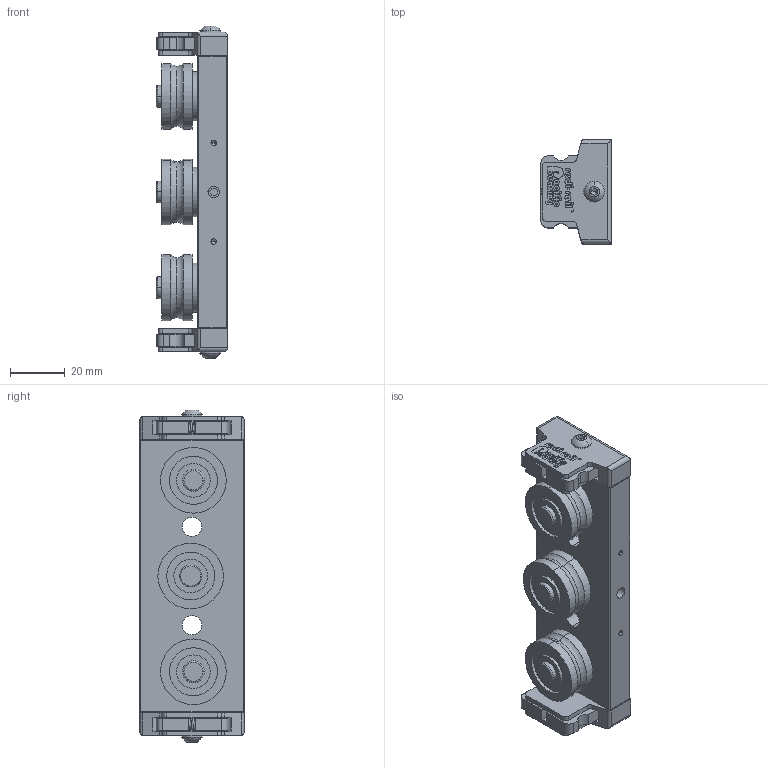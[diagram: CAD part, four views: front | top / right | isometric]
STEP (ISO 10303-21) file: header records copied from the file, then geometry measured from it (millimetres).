
FILE_DESCRIPTION (( 'STEP AP214' ), '1' );
FILE_NAME ('CRT_CC7CE0FAD4.step', '2023-01-05T17:47:40', ( '' ), ( '' ), 'SwSTEP 2.0', 'SolidWorks 2019', '' );
FILE_SCHEMA (( 'AUTOMOTIVE_DESIGN' ));
Length unit declared in the file: inch
Products named in the file (3): x1IEyB5RQk_CADModel_0; CRT_CC7CE0FAD4
Assembly tree (1 placements, depth 2):
  x1IEyB5RQk_CADModel_0
  CRT_CC7CE0FAD4
    x1IEyB5RQk_CADModel_0
Bounding box: 26.01 x 38.1 x 121.42 mm (x, y, z)
Volume: 66146.1 mm3; surface area: 36839 mm2
Topology: 22 solids, 22 shells, 1165 faces, 2924 edges, 1894 vertices
Faces by surface type: plane 558, bspline 299, cylinder 208, cone 64, torus 32, sphere 4
Entity records: 66941 total; most frequent: CARTESIAN_POINT 25191, ORIENTED_EDGE 5824, DIRECTION 4572, EDGE_CURVE 2912, VERTEX_POINT 1894, VECTOR 1758, LINE 1758, AXIS2_PLACEMENT_3D 1407
